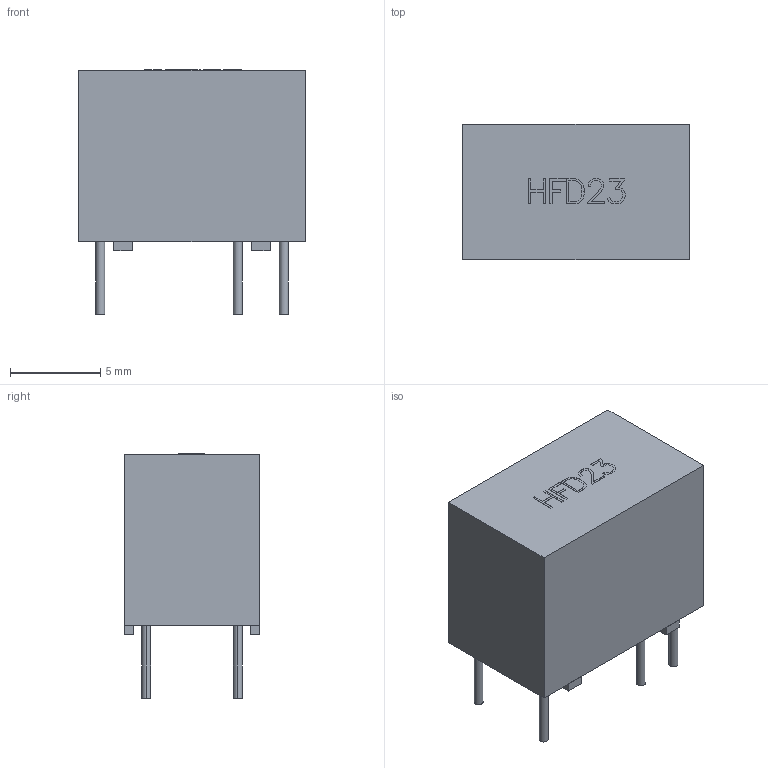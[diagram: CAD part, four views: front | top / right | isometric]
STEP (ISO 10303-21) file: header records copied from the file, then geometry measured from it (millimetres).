
FILE_DESCRIPTION (( 'STEP AP214' ), '1' );
FILE_NAME ('User Library-HFD23.STEP', '2021-08-27T15:39:45', ( '' ), ( '' ), 'SwSTEP 2.0', 'SolidWorks 2021', '' );
FILE_SCHEMA (( 'AUTOMOTIVE_DESIGN' ));
Length unit declared in the file: millimetre
Products named in the file (19): 328060241; Extruded11; Extruded7; 328060753; 328061521; Extruded13; Extruded12; Cylinder1; User Library-HFD23; 328060369; Free-Models1; 328060625; Board1; 327847185; 328061137; Extruded8; 328060881; Extruded10; Extruded9
Assembly tree (26 placements, depth 4):
  User Library-HFD23
    Board1
    Free-Models1
      327847185  x6
        Cylinder1
      328060881  x4
        Extruded12
      328060625
        Extruded9
      328061521
        Extruded10
      328060753
        Extruded8
      328060369
        Extruded7
      328061137
        Extruded13
      328060241
        Extruded11
Bounding box: 12.5 x 7.5 x 13.51 mm (x, y, z)
Volume: 896.4 mm3; surface area: 622.4 mm2
Topology: 16 solids, 18 shells, 180 faces, 437 edges, 292 vertices
Faces by surface type: plane 168, cylinder 12
Entity records: 4994 total; most frequent: CARTESIAN_POINT 800, ORIENTED_EDGE 738, DIRECTION 737, EDGE_CURVE 371, VECTOR 367, LINE 367, VERTEX_POINT 248, AXIS2_PLACEMENT_3D 185
